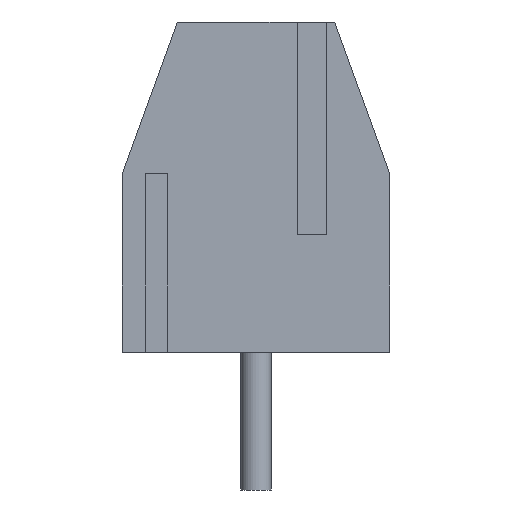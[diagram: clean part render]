
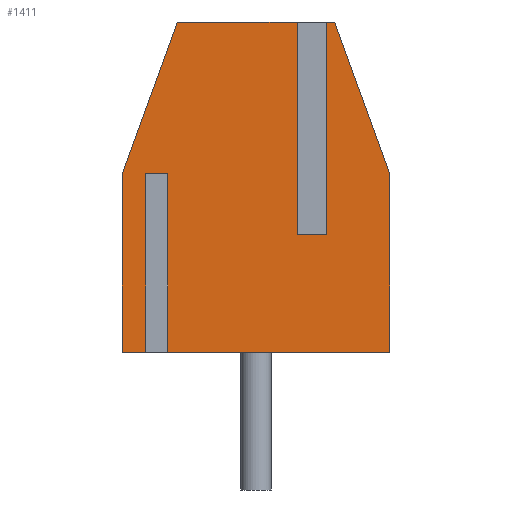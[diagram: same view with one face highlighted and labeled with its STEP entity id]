
A CAD part, left-side view. The second image highlights one B-rep face of the part: STEP entity #1411.
In plain terms, the highlighted planar face has unit normal (-1, 0, 0).
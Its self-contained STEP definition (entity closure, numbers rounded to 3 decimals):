
#1355=AXIS2_PLACEMENT_3D('Plane Axis2P3D',#1352,#1353,#1354) ;
#200=CARTESIAN_POINT('Vertex',(0.45,6.8,3.5)) ;
#247=CARTESIAN_POINT('Vertex',(0.45,0.,3.5)) ;
#250=CARTESIAN_POINT('Line Origine',(0.45,2.825,3.5)) ;
#254=CARTESIAN_POINT('Vertex',(0.45,5.65,3.5)) ;
#303=CARTESIAN_POINT('Vertex',(0.45,6.2,3.5)) ;
#306=CARTESIAN_POINT('Line Origine',(0.45,6.5,3.5)) ;
#433=CARTESIAN_POINT('Line Origine',(0.45,6.8,5.775)) ;
#437=CARTESIAN_POINT('Vertex',(0.45,6.8,8.05)) ;
#458=CARTESIAN_POINT('Line Origine',(0.45,6.1,9.975)) ;
#462=CARTESIAN_POINT('Vertex',(0.45,5.4,11.9)) ;
#483=CARTESIAN_POINT('Line Origine',(0.45,3.825,11.9)) ;
#487=CARTESIAN_POINT('Vertex',(0.45,2.25,11.9)) ;
#536=CARTESIAN_POINT('Vertex',(0.45,1.7,11.9)) ;
#539=CARTESIAN_POINT('Line Origine',(0.45,1.55,11.9)) ;
#543=CARTESIAN_POINT('Vertex',(0.45,1.4,11.9)) ;
#907=CARTESIAN_POINT('Line Origine',(0.45,0.7,9.975)) ;
#911=CARTESIAN_POINT('Vertex',(0.45,0.,8.05)) ;
#932=CARTESIAN_POINT('Line Origine',(0.45,0.,5.775)) ;
#1352=CARTESIAN_POINT('Axis2P3D Location',(0.45,0.,0.)) ;
#1357=CARTESIAN_POINT('Line Origine',(0.45,1.7,9.2)) ;
#1361=CARTESIAN_POINT('Vertex',(0.45,1.7,6.5)) ;
#1364=CARTESIAN_POINT('Line Origine',(0.45,1.975,6.5)) ;
#1368=CARTESIAN_POINT('Vertex',(0.45,2.25,6.5)) ;
#1371=CARTESIAN_POINT('Line Origine',(0.45,2.25,9.2)) ;
#1376=CARTESIAN_POINT('Line Origine',(0.45,6.2,5.775)) ;
#1380=CARTESIAN_POINT('Vertex',(0.45,6.2,8.05)) ;
#1383=CARTESIAN_POINT('Line Origine',(0.45,5.925,8.05)) ;
#1387=CARTESIAN_POINT('Vertex',(0.45,5.65,8.05)) ;
#1390=CARTESIAN_POINT('Line Origine',(0.45,5.65,5.775)) ;
#251=DIRECTION('Vector Direction',(0.,1.,0.)) ;
#307=DIRECTION('Vector Direction',(0.,1.,0.)) ;
#434=DIRECTION('Vector Direction',(0.,0.,1.)) ;
#459=DIRECTION('Vector Direction',(0.,-0.342,0.94)) ;
#484=DIRECTION('Vector Direction',(0.,-1.,0.)) ;
#540=DIRECTION('Vector Direction',(0.,-1.,0.)) ;
#908=DIRECTION('Vector Direction',(0.,-0.342,-0.94)) ;
#933=DIRECTION('Vector Direction',(0.,0.,-1.)) ;
#1353=DIRECTION('Axis2P3D Direction',(-1.,0.,0.)) ;
#1354=DIRECTION('Axis2P3D XDirection',(0.,0.,1.)) ;
#1358=DIRECTION('Vector Direction',(0.,0.,1.)) ;
#1365=DIRECTION('Vector Direction',(0.,1.,0.)) ;
#1372=DIRECTION('Vector Direction',(0.,0.,1.)) ;
#1377=DIRECTION('Vector Direction',(0.,0.,1.)) ;
#1384=DIRECTION('Vector Direction',(0.,1.,0.)) ;
#1391=DIRECTION('Vector Direction',(0.,0.,1.)) ;
#252=VECTOR('Line Direction',#251,1.) ;
#308=VECTOR('Line Direction',#307,1.) ;
#435=VECTOR('Line Direction',#434,1.) ;
#460=VECTOR('Line Direction',#459,1.) ;
#485=VECTOR('Line Direction',#484,1.) ;
#541=VECTOR('Line Direction',#540,1.) ;
#909=VECTOR('Line Direction',#908,1.) ;
#934=VECTOR('Line Direction',#933,1.) ;
#1359=VECTOR('Line Direction',#1358,1.) ;
#1366=VECTOR('Line Direction',#1365,1.) ;
#1373=VECTOR('Line Direction',#1372,1.) ;
#1378=VECTOR('Line Direction',#1377,1.) ;
#1385=VECTOR('Line Direction',#1384,1.) ;
#1392=VECTOR('Line Direction',#1391,1.) ;
#1396=ORIENTED_EDGE('',*,*,#256,.T.) ;
#1397=ORIENTED_EDGE('',*,*,#936,.T.) ;
#1398=ORIENTED_EDGE('',*,*,#913,.T.) ;
#1399=ORIENTED_EDGE('',*,*,#545,.T.) ;
#1400=ORIENTED_EDGE('',*,*,#1363,.F.) ;
#1401=ORIENTED_EDGE('',*,*,#1370,.T.) ;
#1402=ORIENTED_EDGE('',*,*,#1375,.T.) ;
#1403=ORIENTED_EDGE('',*,*,#489,.T.) ;
#1404=ORIENTED_EDGE('',*,*,#464,.T.) ;
#1405=ORIENTED_EDGE('',*,*,#439,.T.) ;
#1406=ORIENTED_EDGE('',*,*,#310,.T.) ;
#1407=ORIENTED_EDGE('',*,*,#1382,.T.) ;
#1408=ORIENTED_EDGE('',*,*,#1389,.T.) ;
#1409=ORIENTED_EDGE('',*,*,#1394,.F.) ;
#1411=ADVANCED_FACE('HOUSING',(#1410),#1356,.T.) ;
#256=EDGE_CURVE('',#255,#248,#253,.F.) ;
#310=EDGE_CURVE('',#201,#304,#309,.F.) ;
#439=EDGE_CURVE('',#438,#201,#436,.F.) ;
#464=EDGE_CURVE('',#463,#438,#461,.F.) ;
#489=EDGE_CURVE('',#488,#463,#486,.F.) ;
#545=EDGE_CURVE('',#544,#537,#542,.F.) ;
#913=EDGE_CURVE('',#912,#544,#910,.F.) ;
#936=EDGE_CURVE('',#248,#912,#935,.F.) ;
#1363=EDGE_CURVE('',#1362,#537,#1360,.T.) ;
#1370=EDGE_CURVE('',#1362,#1369,#1367,.T.) ;
#1375=EDGE_CURVE('',#1369,#488,#1374,.T.) ;
#1382=EDGE_CURVE('',#304,#1381,#1379,.T.) ;
#1389=EDGE_CURVE('',#1381,#1388,#1386,.F.) ;
#1394=EDGE_CURVE('',#255,#1388,#1393,.T.) ;
#1395=EDGE_LOOP('',(#1396,#1397,#1398,#1399,#1400,#1401,#1402,#1403,#1404,#1405,#1406,#1407,#1408,#1409)) ;
#1410=FACE_OUTER_BOUND('',#1395,.T.) ;
#253=LINE('Line',#250,#252) ;
#309=LINE('Line',#306,#308) ;
#436=LINE('Line',#433,#435) ;
#461=LINE('Line',#458,#460) ;
#486=LINE('Line',#483,#485) ;
#542=LINE('Line',#539,#541) ;
#910=LINE('Line',#907,#909) ;
#935=LINE('Line',#932,#934) ;
#1360=LINE('Line',#1357,#1359) ;
#1367=LINE('Line',#1364,#1366) ;
#1374=LINE('Line',#1371,#1373) ;
#1379=LINE('Line',#1376,#1378) ;
#1386=LINE('Line',#1383,#1385) ;
#1393=LINE('Line',#1390,#1392) ;
#1356=PLANE('',#1355) ;
#201=VERTEX_POINT('',#200) ;
#248=VERTEX_POINT('',#247) ;
#255=VERTEX_POINT('',#254) ;
#304=VERTEX_POINT('',#303) ;
#438=VERTEX_POINT('',#437) ;
#463=VERTEX_POINT('',#462) ;
#488=VERTEX_POINT('',#487) ;
#537=VERTEX_POINT('',#536) ;
#544=VERTEX_POINT('',#543) ;
#912=VERTEX_POINT('',#911) ;
#1362=VERTEX_POINT('',#1361) ;
#1369=VERTEX_POINT('',#1368) ;
#1381=VERTEX_POINT('',#1380) ;
#1388=VERTEX_POINT('',#1387) ;
